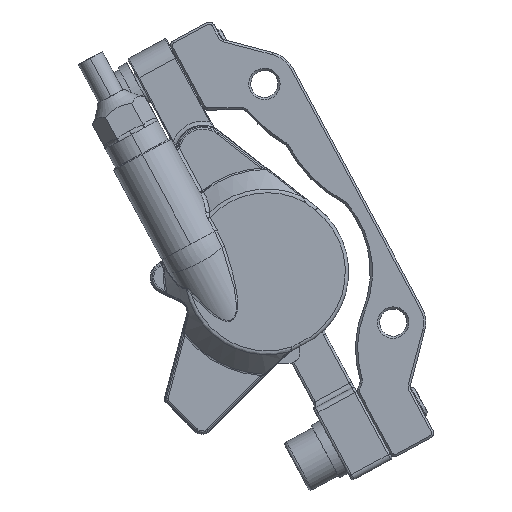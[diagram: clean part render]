
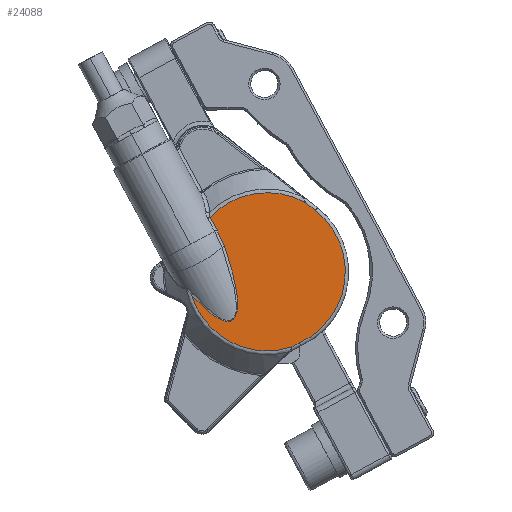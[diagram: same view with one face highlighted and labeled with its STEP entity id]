
A CAD part, left-side view. The second image highlights one B-rep face of the part: STEP entity #24088.
In plain terms, the highlighted planar face has unit normal (-1, 0, 0).
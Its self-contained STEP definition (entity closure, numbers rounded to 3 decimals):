
#4156=CARTESIAN_POINT('',(-20.,13.94,
-4.291));
#4157=CARTESIAN_POINT('',(-20.,13.637,
-4.628));
#4158=CARTESIAN_POINT('',(-20.,13.045,
-5.264));
#4159=CARTESIAN_POINT('',(-20.,12.206,
-6.106));
#4160=CARTESIAN_POINT('',(-20.,11.411,
-6.845));
#4161=CARTESIAN_POINT('',(-20.,10.657,
-7.483));
#4162=CARTESIAN_POINT('',(-20.,9.939,
-8.025));
#4163=CARTESIAN_POINT('',(-20.,9.256,
-8.469));
#4164=CARTESIAN_POINT('',(-20.,8.605,
-8.812));
#4165=CARTESIAN_POINT('',(-20.,7.986,
-9.045));
#4166=CARTESIAN_POINT('',(-20.,7.405,
-9.153));
#4167=CARTESIAN_POINT('',(-20.,6.886,
-9.117));
#4168=CARTESIAN_POINT('',(-20.,6.461,
-8.946));
#4169=CARTESIAN_POINT('',(-20.,6.101,-8.643));
#4170=CARTESIAN_POINT('',(-20.,5.81,
-8.188));
#4171=CARTESIAN_POINT('',(-20.,5.608,
-7.615));
#4172=CARTESIAN_POINT('',(-20.,5.485,
-6.948));
#4173=CARTESIAN_POINT('',(-20.,5.433,
-6.196));
#4174=CARTESIAN_POINT('',(-20.,5.447,
-5.363));
#4175=CARTESIAN_POINT('',(-20.,5.522,
-4.448));
#4176=CARTESIAN_POINT('',(-20.,5.657,
-3.448));
#4177=CARTESIAN_POINT('',(-20.,5.853,
-2.36));
#4178=CARTESIAN_POINT('',(-20.,6.112,
-1.177));
#4179=CARTESIAN_POINT('',(-20.,6.437,
0.107));
#4180=CARTESIAN_POINT('',(-20.,6.834,1.499));
#4181=CARTESIAN_POINT('',(-20.,7.305,3.006));
#4182=CARTESIAN_POINT('',(-20.,7.677,4.099));
#4183=CARTESIAN_POINT('',(-20.,7.877,4.665));
#4192=DIRECTION('',(0.,-0.475,-0.88));
#4193=VECTOR('',#4192,2.695);
#4194=CARTESIAN_POINT('',(-20.,10.527,10.096));
#4195=LINE('',#4194,#4193);
#4196=CARTESIAN_POINT('',(-20.,0.,
0.));
#4197=DIRECTION('',(-1.,0.,0.));
#4198=DIRECTION('',(0.,-0.483,0.875));
#4199=AXIS2_PLACEMENT_3D('',#4196,#4197,#4198);
#4201=DIRECTION('',(0.,0.787,0.617));
#4202=VECTOR('',#4201,2.321);
#4203=CARTESIAN_POINT('',(-20.,-8.878,
11.337));
#4204=LINE('',#4203,#4202);
#4205=CARTESIAN_POINT('',(-20.,0.,0.));
#4206=DIRECTION('',(-1.,0.,0.));
#4207=DIRECTION('',(0.,-0.414,-0.91));
#4208=AXIS2_PLACEMENT_3D('',#4205,#4206,#4207);
#4210=CARTESIAN_POINT('',(-19.991,-11.18,
-24.589));
#4211=DIRECTION('',(1.,0.,0.001));
#4212=DIRECTION('',(-0.001,0.525,0.851));
#4213=AXIS2_PLACEMENT_3D('',#4210,#4211,#4212);
#4215=CARTESIAN_POINT('',(-20.,0.,
0.));
#4216=DIRECTION('',(-1.,0.,0.));
#4217=DIRECTION('',(0.,0.956,-0.294));
#4218=AXIS2_PLACEMENT_3D('',#4215,#4216,#4217);
#4220=CARTESIAN_POINT('',(-20.,7.877,4.665));
#4221=CARTESIAN_POINT('',(-20.,7.992,4.992));
#4222=CARTESIAN_POINT('',(-20.,8.248,5.655));
#4223=CARTESIAN_POINT('',(-20.,8.703,6.675));
#4224=CARTESIAN_POINT('',(-20.,9.057,7.372));
#4225=CARTESIAN_POINT('',(-20.,9.247,7.725));
#9513=CARTESIAN_POINT('',(-20.,-7.051,
12.768));
#13275=CARTESIAN_POINT('',(-20.,-5.96,
-13.109));
#13276=CARTESIAN_POINT('',(-20.,-8.878,
11.337));
#13277=VERTEX_POINT('',#13275);
#13278=VERTEX_POINT('',#13276);
#13297=VERTEX_POINT('',#9513);
#13298=CARTESIAN_POINT('',(-20.,-4.561,
-13.855));
#13299=VERTEX_POINT('',#13298);
#13742=VERTEX_POINT('',#4156);
#13743=VERTEX_POINT('',#4183);
#13745=VERTEX_POINT('',#4225);
#13747=CARTESIAN_POINT('',(-20.,10.527,
10.096));
#13748=VERTEX_POINT('',#13747);
#24066=CARTESIAN_POINT('',(-20.,-0.233,-0.001));
#24067=DIRECTION('',(1.,0.,0.));
#24068=DIRECTION('',(0.,0.,-1.));
#24069=AXIS2_PLACEMENT_3D('',#24066,#24067,#24068);
#24070=PLANE('',#24069);
#24071=ORIENTED_EDGE('',*,*,#24056,.T.);
#24073=ORIENTED_EDGE('',*,*,#24072,.T.);
#24075=ORIENTED_EDGE('',*,*,#24074,.F.);
#24077=ORIENTED_EDGE('',*,*,#24076,.F.);
#24079=ORIENTED_EDGE('',*,*,#24078,.F.);
#24081=ORIENTED_EDGE('',*,*,#24080,.F.);
#24083=ORIENTED_EDGE('',*,*,#24082,.F.);
#24085=ORIENTED_EDGE('',*,*,#24084,.F.);
#24086=EDGE_LOOP('',(#24071,#24073,#24075,#24077,#24079,#24081,#24083,#24085));
#24087=FACE_OUTER_BOUND('',#24086,.F.);
#24088=ADVANCED_FACE('',(#24087),#24070,.F.);
#4184=B_SPLINE_CURVE_WITH_KNOTS('',3,(#4156,#4157,#4158,#4159,#4160,#4161,#4162,
#4163,#4164,#4165,#4166,#4167,#4168,#4169,#4170,#4171,#4172,#4173,#4174,#4175,
#4176,#4177,#4178,#4179,#4180,#4181,#4182,#4183),.UNSPECIFIED.,.F.,.F.,(4,1,1,1,
1,1,1,1,1,1,1,1,1,1,1,1,1,1,1,1,1,1,1,1,1,4),(0.,0.04,0.08,0.12,0.16,
0.2,0.24,0.28,0.32,0.36,0.4,0.44,0.48,0.52,0.56,0.6,
0.64,0.68,0.72,0.76,0.8,0.84,0.88,0.92,0.96,1.),
.UNSPECIFIED.);
#4200=CIRCLE('',#4199,14.586);
#4209=CIRCLE('',#4208,14.4);
#4214=CIRCLE('',#4213,12.611);
#4219=CIRCLE('',#4218,14.586);
#4226=B_SPLINE_CURVE_WITH_KNOTS('',3,(#4220,#4221,#4222,#4223,#4224,#4225),
.UNSPECIFIED.,.F.,.F.,(4,1,1,4),(0.,0.333,0.667,1.),
.UNSPECIFIED.);
#24056=EDGE_CURVE('',#13742,#13743,#4184,.T.);
#24072=EDGE_CURVE('',#13743,#13745,#4226,.T.);
#24074=EDGE_CURVE('',#13748,#13745,#4195,.T.);
#24076=EDGE_CURVE('',#13297,#13748,#4200,.T.);
#24078=EDGE_CURVE('',#13278,#13297,#4204,.T.);
#24080=EDGE_CURVE('',#13277,#13278,#4209,.T.);
#24082=EDGE_CURVE('',#13299,#13277,#4214,.T.);
#24084=EDGE_CURVE('',#13742,#13299,#4219,.T.);
